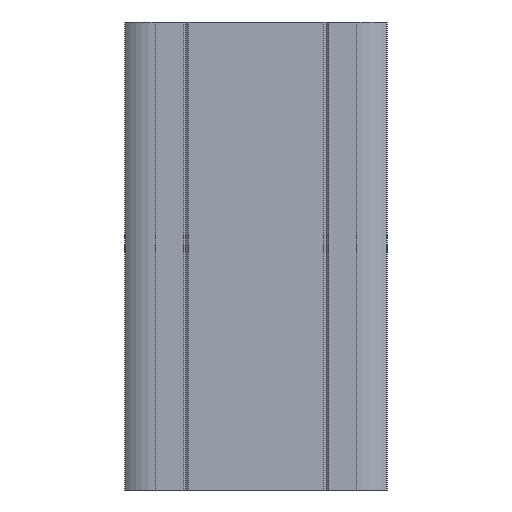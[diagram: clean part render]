
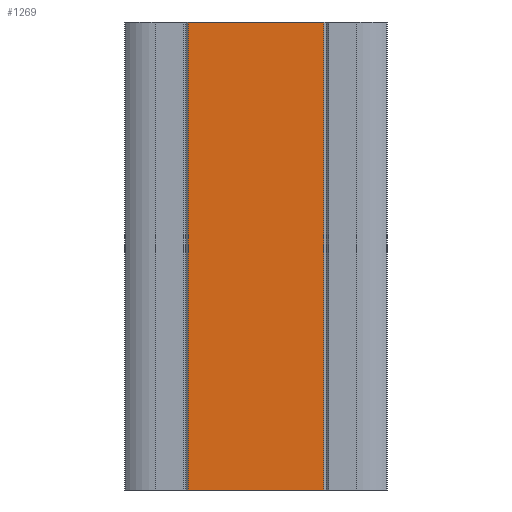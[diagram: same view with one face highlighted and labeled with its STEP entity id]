
A CAD part, left-side view. The second image highlights one B-rep face of the part: STEP entity #1269.
In plain terms, the highlighted planar face has unit normal (-1, 0, 0).
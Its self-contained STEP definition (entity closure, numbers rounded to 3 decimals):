
#51=PLANE($,#1392);
#114=FACE_OUTER_BOUND($,#178,.T.);
#178=EDGE_LOOP($,(#1113,#1114,#1115,#1116));
#253=LINE($,#1818,#383);
#283=LINE($,#1926,#413);
#365=LINE($,#2137,#495);
#366=LINE($,#2139,#496);
#383=VECTOR($,#1446,28.999);
#413=VECTOR($,#1526,100.);
#495=VECTOR($,#1760,100.);
#496=VECTOR($,#1763,28.999);
#513=VERTEX_POINT($,#1816);
#514=VERTEX_POINT($,#1817);
#567=VERTEX_POINT($,#1925);
#620=VERTEX_POINT($,#2135);
#645=EDGE_CURVE($,#513,#514,#253,.T.);
#699=EDGE_CURVE($,#567,#514,#283,.T.);
#805=EDGE_CURVE($,#513,#620,#365,.T.);
#806=EDGE_CURVE($,#567,#620,#366,.T.);
#1113=ORIENTED_EDGE($,*,*,#805,.T.);
#1114=ORIENTED_EDGE($,*,*,#806,.F.);
#1115=ORIENTED_EDGE($,*,*,#699,.T.);
#1116=ORIENTED_EDGE($,*,*,#645,.F.);
#1269=ADVANCED_FACE($,(#114),#51,.T.);
#1392=AXIS2_PLACEMENT_3D($,#2138,#1761,#1762);
#1446=DIRECTION($,(0.,1.,0.));
#1526=DIRECTION($,(0.,0.,-1.));
#1760=DIRECTION($,(0.,0.,1.));
#1761=DIRECTION('center_axis',(-1.,0.,0.));
#1762=DIRECTION('ref_axis',(0.,-1.,0.));
#1763=DIRECTION($,(0.,-1.,0.));
#1816=CARTESIAN_POINT('',(-15.,-14.499,-50.));
#1817=CARTESIAN_POINT('',(-15.,14.499,-50.));
#1818=CARTESIAN_POINT($,(-15.,14.499,-50.));
#1925=CARTESIAN_POINT('',(-15.,14.499,50.));
#1926=CARTESIAN_POINT($,(-15.,14.499,0.));
#2135=CARTESIAN_POINT('',(-15.,-14.499,50.));
#2137=CARTESIAN_POINT($,(-15.,-14.499,0.));
#2138=CARTESIAN_POINT('Origin',(-15.,14.499,0.));
#2139=CARTESIAN_POINT($,(-15.,14.499,50.));
